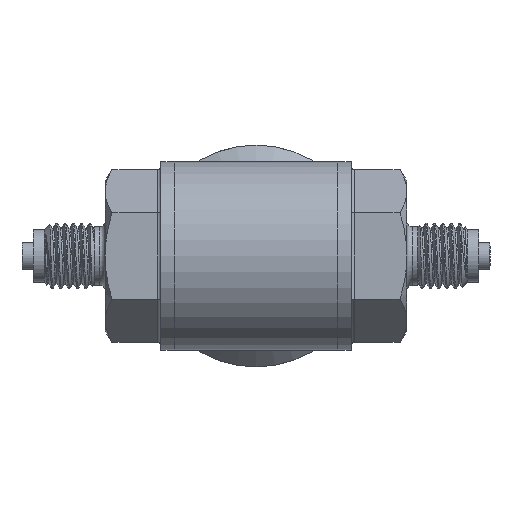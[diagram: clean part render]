
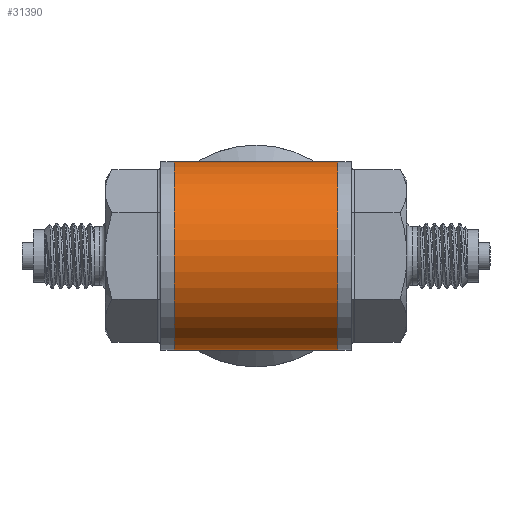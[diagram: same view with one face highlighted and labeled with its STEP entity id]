
A CAD part, front view. The second image highlights one B-rep face of the part: STEP entity #31390.
In plain terms, the highlighted cylindrical face has radius 17 mm (diameter 34 mm), a full revolution.
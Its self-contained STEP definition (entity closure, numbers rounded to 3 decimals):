
#175=FACE_BOUND('',#4034,.T.);
#2247=FACE_OUTER_BOUND('',#4033,.T.);
#4033=EDGE_LOOP('',(#23278,#23279,#23280,#23281));
#4034=EDGE_LOOP('',(#23282,#23283));
#5590=CIRCLE('',#33087,17.);
#5591=CIRCLE('',#33088,17.);
#6751=B_SPLINE_CURVE_WITH_KNOTS('',3,(#56158,#56159,#56160,#56161,#56162,
#56163,#56164,#56165,#56166,#56167,#56168,#56169,#56170,#56171,#56172,#56173,
#56174,#56175,#56176,#56177),.UNSPECIFIED.,.F.,.F.,(4,2,2,2,2,2,2,2,2,4),
(-5.022,-4.957,-4.66,-4.362,
-4.065,-3.767,-3.47,-2.9,
-2.615,-2.33),.UNSPECIFIED.);
#6752=B_SPLINE_CURVE_WITH_KNOTS('',3,(#56178,#56179,#56180,#56181,#56182,
#56183,#56184,#56185,#56186,#56187,#56188,#56189,#56190,#56191,#56192,#56193,
#56194,#56195,#56196,#56197,#56198,#56199,#56200,#56201,#56202,#56203,#56204,
#56205,#56206,#56207,#56208,#56209,#56210,#56211,#56212,#56213,#56214,#56215,
#56216,#56217,#56218,#56219,#56220),.UNSPECIFIED.,.F.,.F.,(4,2,2,2,2,2,
2,3,2,2,2,2,2,2,2,2,2,2,2,2,4),(-2.33,-2.045,-1.76,
-1.19,-0.893,-0.595,-0.298,
0.,0.298,0.595,0.893,1.19,
1.76,2.045,2.33,2.615,2.9,
3.47,3.767,4.065,4.297),
 .UNSPECIFIED.);
#7519=LINE('',#56236,#10548);
#10548=VECTOR('',#35945,17.);
#13907=VERTEX_POINT('',#56156);
#13908=VERTEX_POINT('',#56157);
#13911=VERTEX_POINT('',#56233);
#13912=VERTEX_POINT('',#56235);
#17425=EDGE_CURVE('',#13907,#13908,#6751,.T.);
#17426=EDGE_CURVE('',#13908,#13907,#6752,.T.);
#17431=EDGE_CURVE('',#13911,#13911,#5590,.T.);
#17432=EDGE_CURVE('',#13911,#13912,#7519,.T.);
#17433=EDGE_CURVE('',#13912,#13912,#5591,.T.);
#23278=ORIENTED_EDGE('',*,*,#17431,.F.);
#23279=ORIENTED_EDGE('',*,*,#17432,.T.);
#23280=ORIENTED_EDGE('',*,*,#17433,.F.);
#23281=ORIENTED_EDGE('',*,*,#17432,.F.);
#23282=ORIENTED_EDGE('',*,*,#17425,.T.);
#23283=ORIENTED_EDGE('',*,*,#17426,.T.);
#30800=CYLINDRICAL_SURFACE('',#33086,17.);
#31390=ADVANCED_FACE('',(#2247,#175),#30800,.T.);
#33086=AXIS2_PLACEMENT_3D('',#56232,#35941,#35942);
#33087=AXIS2_PLACEMENT_3D('',#56234,#35943,#35944);
#33088=AXIS2_PLACEMENT_3D('',#56237,#35946,#35947);
#35941=DIRECTION('center_axis',(1.,0.,0.));
#35942=DIRECTION('ref_axis',(0.,0.,-1.));
#35943=DIRECTION('center_axis',(1.,0.,0.));
#35944=DIRECTION('ref_axis',(0.,0.,-1.));
#35945=DIRECTION('',(-1.,0.,0.));
#35946=DIRECTION('center_axis',(-1.,0.,0.));
#35947=DIRECTION('ref_axis',(0.,0.,-1.));
#56156=CARTESIAN_POINT('',(3.5,9.909,13.813));
#56157=CARTESIAN_POINT('',(-14.25,17.,0.));
#56158=CARTESIAN_POINT('Ctrl Pts',(3.5,9.909,13.813));
#56159=CARTESIAN_POINT('Ctrl Pts',(3.3,9.838,13.864));
#56160=CARTESIAN_POINT('Ctrl Pts',(3.099,9.772,13.911));
#56161=CARTESIAN_POINT('Ctrl Pts',(1.961,9.433,14.147));
#56162=CARTESIAN_POINT('Ctrl Pts',(0.992,9.27,14.25));
#56163=CARTESIAN_POINT('Ctrl Pts',(-0.992,9.27,
14.25));
#56164=CARTESIAN_POINT('Ctrl Pts',(-1.961,9.433,14.147));
#56165=CARTESIAN_POINT('Ctrl Pts',(-3.829,9.99,13.759));
#56166=CARTESIAN_POINT('Ctrl Pts',(-4.729,10.381,13.475));
#56167=CARTESIAN_POINT('Ctrl Pts',(-6.439,11.264,12.746));
#56168=CARTESIAN_POINT('Ctrl Pts',(-7.251,11.755,12.301));
#56169=CARTESIAN_POINT('Ctrl Pts',(-8.759,12.741,11.277));
#56170=CARTESIAN_POINT('Ctrl Pts',(-9.454,13.234,10.698));
#56171=CARTESIAN_POINT('Ctrl Pts',(-11.268,14.569,8.885));
#56172=CARTESIAN_POINT('Ctrl Pts',(-12.355,15.44,7.35));
#56173=CARTESIAN_POINT('Ctrl Pts',(-13.475,16.354,4.732));
#56174=CARTESIAN_POINT('Ctrl Pts',(-13.766,16.596,3.807));
#56175=CARTESIAN_POINT('Ctrl Pts',(-14.154,16.919,1.916));
#56176=CARTESIAN_POINT('Ctrl Pts',(-14.25,17.,0.95));
#56177=CARTESIAN_POINT('Ctrl Pts',(-14.25,17.,0.));
#56178=CARTESIAN_POINT('Ctrl Pts',(-14.25,17.,0.));
#56179=CARTESIAN_POINT('Ctrl Pts',(-14.25,17.,-0.95));
#56180=CARTESIAN_POINT('Ctrl Pts',(-14.154,16.919,-1.916));
#56181=CARTESIAN_POINT('Ctrl Pts',(-13.766,16.596,-3.807));
#56182=CARTESIAN_POINT('Ctrl Pts',(-13.475,16.354,-4.732));
#56183=CARTESIAN_POINT('Ctrl Pts',(-12.355,15.44,-7.35));
#56184=CARTESIAN_POINT('Ctrl Pts',(-11.268,14.569,-8.885));
#56185=CARTESIAN_POINT('Ctrl Pts',(-9.454,13.234,-10.698));
#56186=CARTESIAN_POINT('Ctrl Pts',(-8.759,12.741,-11.277));
#56187=CARTESIAN_POINT('Ctrl Pts',(-7.251,11.755,-12.301));
#56188=CARTESIAN_POINT('Ctrl Pts',(-6.439,11.264,-12.746));
#56189=CARTESIAN_POINT('Ctrl Pts',(-4.729,10.381,-13.475));
#56190=CARTESIAN_POINT('Ctrl Pts',(-3.829,9.99,-13.759));
#56191=CARTESIAN_POINT('Ctrl Pts',(-1.961,9.433,-14.147));
#56192=CARTESIAN_POINT('Ctrl Pts',(-0.992,9.27,
-14.25));
#56193=CARTESIAN_POINT('Ctrl Pts',(0.,9.27,-14.25));
#56194=CARTESIAN_POINT('Ctrl Pts',(0.992,9.27,-14.25));
#56195=CARTESIAN_POINT('Ctrl Pts',(1.961,9.433,-14.147));
#56196=CARTESIAN_POINT('Ctrl Pts',(3.829,9.99,-13.759));
#56197=CARTESIAN_POINT('Ctrl Pts',(4.729,10.381,-13.475));
#56198=CARTESIAN_POINT('Ctrl Pts',(6.439,11.264,-12.746));
#56199=CARTESIAN_POINT('Ctrl Pts',(7.251,11.755,-12.301));
#56200=CARTESIAN_POINT('Ctrl Pts',(8.759,12.741,-11.277));
#56201=CARTESIAN_POINT('Ctrl Pts',(9.454,13.234,-10.698));
#56202=CARTESIAN_POINT('Ctrl Pts',(11.268,14.569,-8.885));
#56203=CARTESIAN_POINT('Ctrl Pts',(12.355,15.44,-7.35));
#56204=CARTESIAN_POINT('Ctrl Pts',(13.475,16.354,-4.732));
#56205=CARTESIAN_POINT('Ctrl Pts',(13.766,16.596,-3.807));
#56206=CARTESIAN_POINT('Ctrl Pts',(14.154,16.919,-1.916));
#56207=CARTESIAN_POINT('Ctrl Pts',(14.25,17.,-0.95));
#56208=CARTESIAN_POINT('Ctrl Pts',(14.25,17.,0.95));
#56209=CARTESIAN_POINT('Ctrl Pts',(14.154,16.919,1.916));
#56210=CARTESIAN_POINT('Ctrl Pts',(13.766,16.596,3.807));
#56211=CARTESIAN_POINT('Ctrl Pts',(13.475,16.354,4.732));
#56212=CARTESIAN_POINT('Ctrl Pts',(12.355,15.44,7.35));
#56213=CARTESIAN_POINT('Ctrl Pts',(11.268,14.569,8.885));
#56214=CARTESIAN_POINT('Ctrl Pts',(9.454,13.234,10.698));
#56215=CARTESIAN_POINT('Ctrl Pts',(8.759,12.741,11.277));
#56216=CARTESIAN_POINT('Ctrl Pts',(7.251,11.755,12.301));
#56217=CARTESIAN_POINT('Ctrl Pts',(6.439,11.264,12.746));
#56218=CARTESIAN_POINT('Ctrl Pts',(4.915,10.477,13.395));
#56219=CARTESIAN_POINT('Ctrl Pts',(4.219,10.163,13.631));
#56220=CARTESIAN_POINT('Ctrl Pts',(3.5,9.909,13.813));
#56232=CARTESIAN_POINT('Origin',(0.,0.,0.));
#56233=CARTESIAN_POINT('',(14.7,0.,17.));
#56234=CARTESIAN_POINT('Origin',(14.7,0.,0.));
#56235=CARTESIAN_POINT('',(-14.7,0.,17.));
#56236=CARTESIAN_POINT('',(0.,0.,17.));
#56237=CARTESIAN_POINT('Origin',(-14.7,0.,0.));
